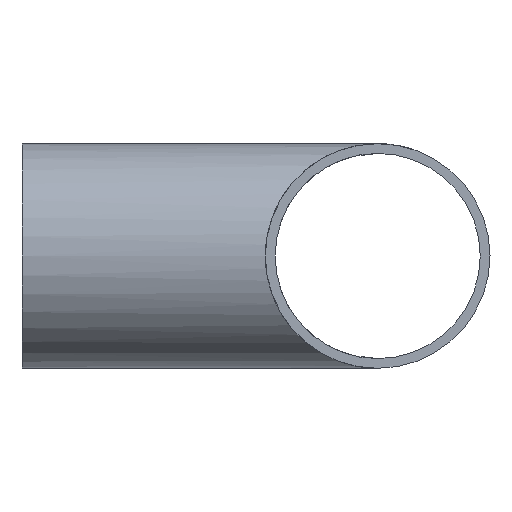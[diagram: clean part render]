
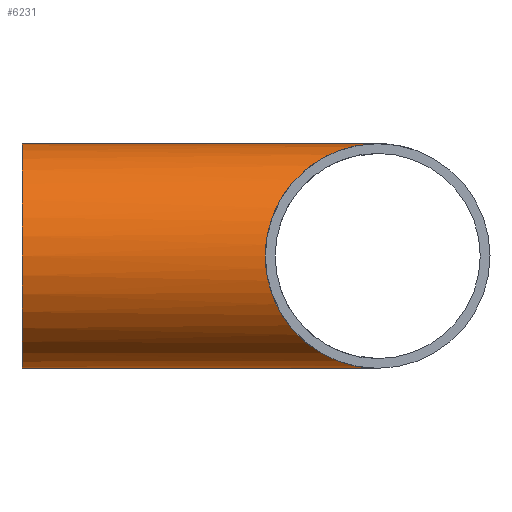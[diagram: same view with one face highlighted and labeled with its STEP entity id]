
A CAD part, left-side view. The second image highlights one B-rep face of the part: STEP entity #6231.
In plain terms, the highlighted cylindrical face has radius 19.05 mm (diameter 38.1 mm), a full revolution.
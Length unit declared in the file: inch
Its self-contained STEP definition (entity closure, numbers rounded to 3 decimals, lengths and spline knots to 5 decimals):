
#77=ELLIPSE('',#6590,1.06066,0.75);
#78=ELLIPSE('',#6591,1.06066,0.75);
#117=FACE_BOUND('',#1141,.T.);
#768=FACE_OUTER_BOUND('',#1140,.T.);
#1140=EDGE_LOOP('',(#5818,#5819));
#1141=EDGE_LOOP('',(#5820));
#2151=CIRCLE('',#6603,0.75);
#3060=VERTEX_POINT('',#13557);
#3061=VERTEX_POINT('',#13558);
#3067=VERTEX_POINT('',#13577);
#3982=EDGE_CURVE('',#3060,#3061,#77,.T.);
#3983=EDGE_CURVE('',#3061,#3060,#78,.T.);
#3989=EDGE_CURVE('',#3067,#3067,#2151,.T.);
#5818=ORIENTED_EDGE('',*,*,#3983,.F.);
#5819=ORIENTED_EDGE('',*,*,#3982,.F.);
#5820=ORIENTED_EDGE('',*,*,#3989,.F.);
#5868=CYLINDRICAL_SURFACE('',#6602,0.75);
#6231=ADVANCED_FACE('',(#768,#117),#5868,.T.);
#6590=AXIS2_PLACEMENT_3D('',#13559,#7759,#7760);
#6591=AXIS2_PLACEMENT_3D('',#13560,#7761,#7762);
#6602=AXIS2_PLACEMENT_3D('',#13576,#7783,#7784);
#6603=AXIS2_PLACEMENT_3D('',#13578,#7785,#7786);
#7759=DIRECTION('center_axis',(0.707,-0.707,0.));
#7760=DIRECTION('ref_axis',(0.707,0.707,0.));
#7761=DIRECTION('center_axis',(-0.707,-0.707,0.));
#7762=DIRECTION('ref_axis',(0.707,-0.707,0.));
#7783=DIRECTION('center_axis',(0.,1.,0.));
#7784=DIRECTION('ref_axis',(1.,0.,0.));
#7785=DIRECTION('center_axis',(0.,1.,0.));
#7786=DIRECTION('ref_axis',(1.,0.,0.));
#13557=CARTESIAN_POINT('',(2.375,0.,-0.75));
#13558=CARTESIAN_POINT('',(2.375,0.,0.75));
#13559=CARTESIAN_POINT('Origin',(2.375,0.,0.));
#13560=CARTESIAN_POINT('Origin',(2.375,0.,0.));
#13576=CARTESIAN_POINT('Origin',(2.375,0.,0.));
#13577=CARTESIAN_POINT('',(1.625,2.375,0.));
#13578=CARTESIAN_POINT('Origin',(2.375,2.375,0.));
